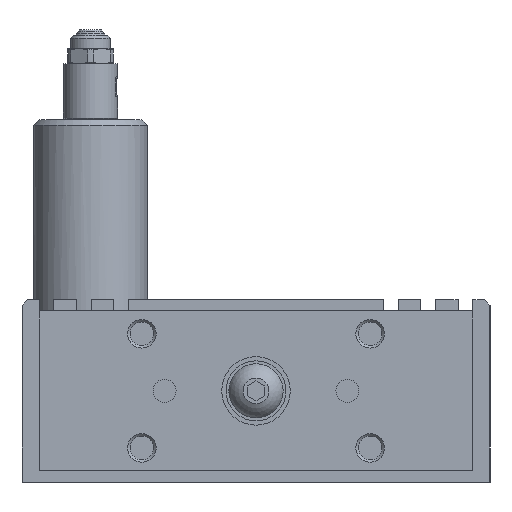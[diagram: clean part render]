
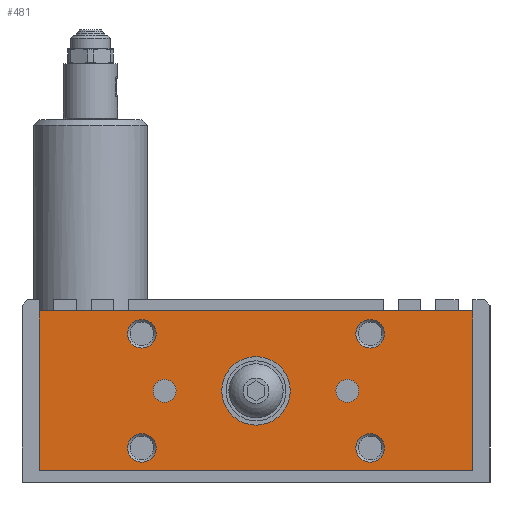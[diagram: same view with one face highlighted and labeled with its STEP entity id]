
A CAD part, left-side view. The second image highlights one B-rep face of the part: STEP entity #481.
In plain terms, the highlighted planar face has unit normal (-1, 0, 0).
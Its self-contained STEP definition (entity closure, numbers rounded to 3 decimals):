
#481 = ADVANCED_FACE( '', ( #1193, #1194, #1195, #1196, #1197, #1198, #1199, #1200 ), #1201, .F. );
#1193 = FACE_BOUND( '', #2185, .T. );
#1194 = FACE_BOUND( '', #2186, .T. );
#1195 = FACE_BOUND( '', #2187, .T. );
#1196 = FACE_BOUND( '', #2188, .T. );
#1197 = FACE_BOUND( '', #2189, .T. );
#1198 = FACE_BOUND( '', #2190, .T. );
#1199 = FACE_BOUND( '', #2191, .T. );
#1200 = FACE_OUTER_BOUND( '', #2192, .T. );
#1201 = PLANE( '', #2193 );
#2185 = EDGE_LOOP( '', ( #3552 ) );
#2186 = EDGE_LOOP( '', ( #3553 ) );
#2187 = EDGE_LOOP( '', ( #3554 ) );
#2188 = EDGE_LOOP( '', ( #3555 ) );
#2189 = EDGE_LOOP( '', ( #3556 ) );
#2190 = EDGE_LOOP( '', ( #3557 ) );
#2191 = EDGE_LOOP( '', ( #3558 ) );
#2192 = EDGE_LOOP( '', ( #3559, #3560, #3561, #3562 ) );
#2193 = AXIS2_PLACEMENT_3D( '', #3563, #3564, #3565 );
#3552 = ORIENTED_EDGE( '', *, *, #5033, .F. );
#3553 = ORIENTED_EDGE( '', *, *, #5323, .T. );
#3554 = ORIENTED_EDGE( '', *, *, #5324, .T. );
#3555 = ORIENTED_EDGE( '', *, *, #5169, .F. );
#3556 = ORIENTED_EDGE( '', *, *, #5315, .F. );
#3557 = ORIENTED_EDGE( '', *, *, #5325, .T. );
#3558 = ORIENTED_EDGE( '', *, *, #5326, .T. );
#3559 = ORIENTED_EDGE( '', *, *, #5327, .F. );
#3560 = ORIENTED_EDGE( '', *, *, #5328, .F. );
#3561 = ORIENTED_EDGE( '', *, *, #5142, .F. );
#3562 = ORIENTED_EDGE( '', *, *, #5329, .F. );
#3563 = CARTESIAN_POINT( '', ( -61., 38., 30. ) );
#3564 = DIRECTION( '', ( 1., 0., 0. ) );
#3565 = DIRECTION( '', ( 0., 0., 1. ) );
#5033 = EDGE_CURVE( '', #5890, #5890, #5891, .T. );
#5142 = EDGE_CURVE( '', #6072, #6074, #6075, .T. );
#5169 = EDGE_CURVE( '', #6114, #6114, #6115, .T. );
#5315 = EDGE_CURVE( '', #6352, #6352, #6353, .T. );
#5323 = EDGE_CURVE( '', #6365, #6365, #6366, .T. );
#5324 = EDGE_CURVE( '', #6367, #6367, #6368, .T. );
#5325 = EDGE_CURVE( '', #6369, #6369, #6370, .T. );
#5326 = EDGE_CURVE( '', #6371, #6371, #6372, .T. );
#5327 = EDGE_CURVE( '', #6373, #6374, #6375, .T. );
#5328 = EDGE_CURVE( '', #6074, #6373, #6376, .T. );
#5329 = EDGE_CURVE( '', #6374, #6072, #6377, .T. );
#5890 = VERTEX_POINT( '', #7119 );
#5891 = CIRCLE( '', #7120, 2.01 );
#6072 = VERTEX_POINT( '', #7651 );
#6074 = VERTEX_POINT( '', #7654 );
#6075 = LINE( '', #7655, #7656 );
#6114 = VERTEX_POINT( '', #7724 );
#6115 = CIRCLE( '', #7725, 2.5 );
#6352 = VERTEX_POINT( '', #8056 );
#6353 = CIRCLE( '', #8057, 2.5 );
#6365 = VERTEX_POINT( '', #8069 );
#6366 = CIRCLE( '', #8070, 2.01 );
#6367 = VERTEX_POINT( '', #8071 );
#6368 = CIRCLE( '', #8072, 2.5 );
#6369 = VERTEX_POINT( '', #8073 );
#6370 = CIRCLE( '', #8074, 2.5 );
#6371 = VERTEX_POINT( '', #8075 );
#6372 = CIRCLE( '', #8076, 6. );
#6373 = VERTEX_POINT( '', #8077 );
#6374 = VERTEX_POINT( '', #8078 );
#6375 = LINE( '', #8079, #8080 );
#6376 = LINE( '', #8081, #8082 );
#6377 = LINE( '', #8083, #8084 );
#7119 = CARTESIAN_POINT( '', ( -61., 13.99, 16. ) );
#7120 = AXIS2_PLACEMENT_3D( '', #8879, #8880, #8881 );
#7651 = CARTESIAN_POINT( '', ( -61., -38., 30. ) );
#7654 = CARTESIAN_POINT( '', ( -61., -38., 2. ) );
#7655 = CARTESIAN_POINT( '', ( -61., -38., 30. ) );
#7656 = VECTOR( '', #9017, 1000. );
#7724 = CARTESIAN_POINT( '', ( -61., -17.5, 6. ) );
#7725 = AXIS2_PLACEMENT_3D( '', #9038, #9039, #9040 );
#8056 = CARTESIAN_POINT( '', ( -61., 17.5, 26. ) );
#8057 = AXIS2_PLACEMENT_3D( '', #9249, #9250, #9251 );
#8069 = CARTESIAN_POINT( '', ( -61., -13.99, 16. ) );
#8070 = AXIS2_PLACEMENT_3D( '', #9264, #9265, #9266 );
#8071 = CARTESIAN_POINT( '', ( -61., 17.5, 6. ) );
#8072 = AXIS2_PLACEMENT_3D( '', #9267, #9268, #9269 );
#8073 = CARTESIAN_POINT( '', ( -61., -17.5, 26. ) );
#8074 = AXIS2_PLACEMENT_3D( '', #9270, #9271, #9272 );
#8075 = CARTESIAN_POINT( '', ( -61., 6., 16. ) );
#8076 = AXIS2_PLACEMENT_3D( '', #9273, #9274, #9275 );
#8077 = CARTESIAN_POINT( '', ( -61., 38., 2. ) );
#8078 = CARTESIAN_POINT( '', ( -61., 38., 30. ) );
#8079 = CARTESIAN_POINT( '', ( -61., 38., 2. ) );
#8080 = VECTOR( '', #9276, 1000. );
#8081 = CARTESIAN_POINT( '', ( -61., -38., 2. ) );
#8082 = VECTOR( '', #9277, 1000. );
#8083 = CARTESIAN_POINT( '', ( -61., 38., 30. ) );
#8084 = VECTOR( '', #9278, 1000. );
#8879 = CARTESIAN_POINT( '', ( -61., 16., 16. ) );
#8880 = DIRECTION( '', ( -1., 0., 0. ) );
#8881 = DIRECTION( '', ( 0., -1., 0. ) );
#9017 = DIRECTION( '', ( 0., 0., -1. ) );
#9038 = CARTESIAN_POINT( '', ( -61., -20., 6. ) );
#9039 = DIRECTION( '', ( -1., 0., 0. ) );
#9040 = DIRECTION( '', ( 0., 1., 0. ) );
#9249 = CARTESIAN_POINT( '', ( -61., 20., 26. ) );
#9250 = DIRECTION( '', ( -1., 0., 0. ) );
#9251 = DIRECTION( '', ( 0., -1., 0. ) );
#9264 = CARTESIAN_POINT( '', ( -61., -16., 16. ) );
#9265 = DIRECTION( '', ( 1., 0., 0. ) );
#9266 = DIRECTION( '', ( 0., 1., 0. ) );
#9267 = CARTESIAN_POINT( '', ( -61., 20., 6. ) );
#9268 = DIRECTION( '', ( 1., 0., 0. ) );
#9269 = DIRECTION( '', ( 0., -1., 0. ) );
#9270 = CARTESIAN_POINT( '', ( -61., -20., 26. ) );
#9271 = DIRECTION( '', ( 1., 0., 0. ) );
#9272 = DIRECTION( '', ( 0., 1., 0. ) );
#9273 = CARTESIAN_POINT( '', ( -61., 0., 16. ) );
#9274 = DIRECTION( '', ( 1., 0., 0. ) );
#9275 = DIRECTION( '', ( 0., 1., 0. ) );
#9276 = DIRECTION( '', ( 0., 0., 1. ) );
#9277 = DIRECTION( '', ( 0., 1., 0. ) );
#9278 = DIRECTION( '', ( 0., -1., 0. ) );
